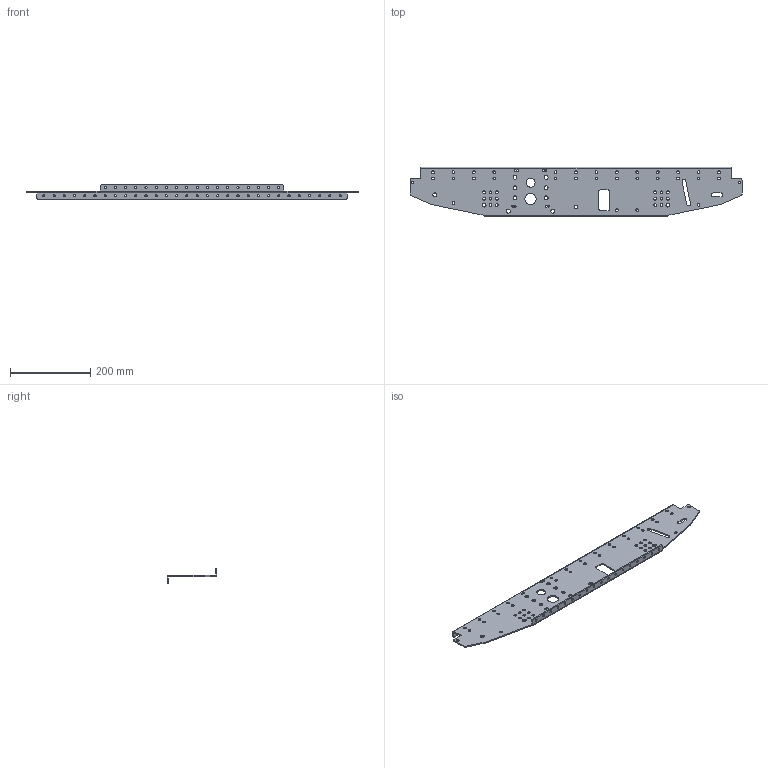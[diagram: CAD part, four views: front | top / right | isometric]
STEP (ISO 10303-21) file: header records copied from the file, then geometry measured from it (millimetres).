
FILE_DESCRIPTION (( 'STEP AP214' ), '1' );
FILE_NAME ('am-4011L Treadnought Inside Plate Left.STEP', '2018-11-20T01:10:44', ( '' ), ( '' ), 'SwSTEP 2.0', 'SolidWorks 2018', '' );
FILE_SCHEMA (( 'AUTOMOTIVE_DESIGN' ));
Length unit declared in the file: inch
Products named in the file (1): am-4011L Treadnought Inside Plate Left
Bounding box: 825.5 x 123.83 x 34.92 mm (x, y, z)
Volume: 326184.5 mm3; surface area: 220355.1 mm2
Topology: 1 solids, 1 shells, 174 faces, 553 edges, 381 vertices
Faces by surface type: cylinder 140, plane 34
Full cylindrical faces by diameter (mm): 4.064 x4, 5.08 x4, 5.334 x48, 6.756 x48, 9.525 x6, 9.652 x4, 10.319 x2, 22.225 x1, 28.575 x1
Entity records: 5770 total; most frequent: DIRECTION 1012, CARTESIAN_POINT 885, ORIENTED_EDGE 764, EDGE_LOOP 534, AXIS2_PLACEMENT_3D 455, EDGE_CURVE 382, VERTEX_POINT 328, FACE_OUTER_BOUND 292
